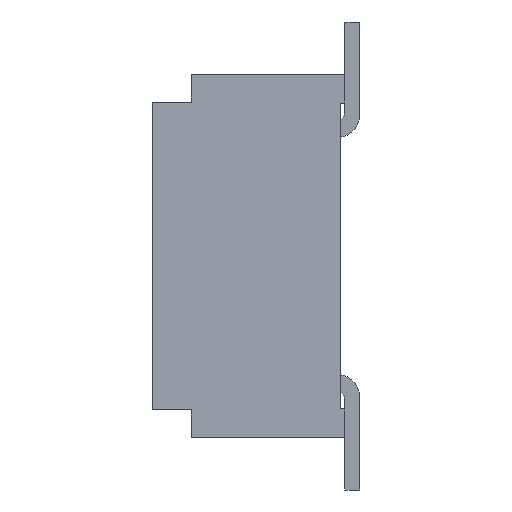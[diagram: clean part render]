
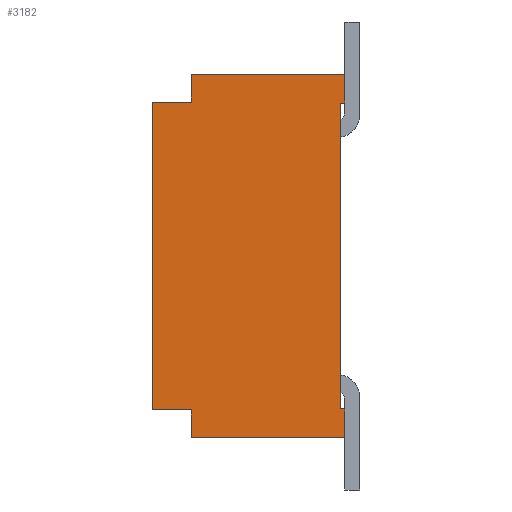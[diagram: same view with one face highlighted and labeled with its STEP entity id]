
A CAD part, left-side view. The second image highlights one B-rep face of the part: STEP entity #3182.
In plain terms, the highlighted planar face has unit normal (-1, 0, 0).
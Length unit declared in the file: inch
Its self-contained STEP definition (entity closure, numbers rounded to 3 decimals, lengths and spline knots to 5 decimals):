
#556=ORIENTED_EDGE('',*,*,#1240,.T.);
#557=ORIENTED_EDGE('',*,*,#1241,.T.);
#558=ORIENTED_EDGE('',*,*,#1242,.F.);
#559=ORIENTED_EDGE('',*,*,#1243,.T.);
#560=ORIENTED_EDGE('',*,*,#1244,.T.);
#561=ORIENTED_EDGE('',*,*,#1245,.T.);
#562=ORIENTED_EDGE('',*,*,#1246,.T.);
#563=ORIENTED_EDGE('',*,*,#1247,.T.);
#564=ORIENTED_EDGE('',*,*,#1220,.T.);
#565=ORIENTED_EDGE('',*,*,#1248,.T.);
#566=ORIENTED_EDGE('',*,*,#1249,.T.);
#567=ORIENTED_EDGE('',*,*,#1250,.F.);
#1220=EDGE_CURVE('',#1598,#1599,#1940,.T.);
#1240=EDGE_CURVE('',#1618,#1619,#1960,.T.);
#1241=EDGE_CURVE('',#1619,#1620,#1961,.T.);
#1242=EDGE_CURVE('',#1621,#1620,#1962,.T.);
#1243=EDGE_CURVE('',#1621,#1622,#1963,.T.);
#1244=EDGE_CURVE('',#1622,#1623,#1964,.T.);
#1245=EDGE_CURVE('',#1623,#1624,#1965,.T.);
#1246=EDGE_CURVE('',#1624,#1625,#1966,.T.);
#1247=EDGE_CURVE('',#1625,#1598,#1967,.T.);
#1248=EDGE_CURVE('',#1599,#1626,#1968,.T.);
#1249=EDGE_CURVE('',#1626,#1627,#1969,.T.);
#1250=EDGE_CURVE('',#1618,#1627,#1970,.T.);
#1598=VERTEX_POINT('',#4801);
#1599=VERTEX_POINT('',#4802);
#1618=VERTEX_POINT('',#4842);
#1619=VERTEX_POINT('',#4843);
#1620=VERTEX_POINT('',#4845);
#1621=VERTEX_POINT('',#4847);
#1622=VERTEX_POINT('',#4849);
#1623=VERTEX_POINT('',#4851);
#1624=VERTEX_POINT('',#4853);
#1625=VERTEX_POINT('',#4855);
#1626=VERTEX_POINT('',#4858);
#1627=VERTEX_POINT('',#4860);
#1940=LINE('',#4800,#2352);
#1960=LINE('',#4841,#2372);
#1961=LINE('',#4844,#2373);
#1962=LINE('',#4846,#2374);
#1963=LINE('',#4848,#2375);
#1964=LINE('',#4850,#2376);
#1965=LINE('',#4852,#2377);
#1966=LINE('',#4854,#2378);
#1967=LINE('',#4856,#2379);
#1968=LINE('',#4857,#2380);
#1969=LINE('',#4859,#2381);
#1970=LINE('',#4861,#2382);
#2352=VECTOR('',#3923,39.37008);
#2372=VECTOR('',#3945,39.37008);
#2373=VECTOR('',#3946,39.37008);
#2374=VECTOR('',#3947,39.37008);
#2375=VECTOR('',#3948,39.37008);
#2376=VECTOR('',#3949,39.37008);
#2377=VECTOR('',#3950,39.37008);
#2378=VECTOR('',#3951,39.37008);
#2379=VECTOR('',#3952,39.37008);
#2380=VECTOR('',#3953,39.37008);
#2381=VECTOR('',#3954,39.37008);
#2382=VECTOR('',#3955,39.37008);
#2649=EDGE_LOOP('',(#556,#557,#558,#559,#560,#561,#562,#563,#564,#565,#566,
#567));
#2847=FACE_BOUND('',#2649,.T.);
#3019=PLANE('',#3407);
#3182=ADVANCED_FACE('',(#2847),#3019,.F.);
#3407=AXIS2_PLACEMENT_3D('',#4840,#3943,#3944);
#3923=DIRECTION('',(0.,0.,1.));
#3943=DIRECTION('',(1.,0.,0.));
#3944=DIRECTION('',(0.,0.,-1.));
#3945=DIRECTION('',(0.,0.,-1.));
#3946=DIRECTION('',(0.,1.,0.));
#3947=DIRECTION('',(0.,0.,1.));
#3948=DIRECTION('',(0.,-1.,0.));
#3949=DIRECTION('',(0.,0.,-1.));
#3950=DIRECTION('',(0.,-1.,0.));
#3951=DIRECTION('',(0.,0.,1.));
#3952=DIRECTION('',(0.,1.,0.));
#3953=DIRECTION('',(0.,-1.,0.));
#3954=DIRECTION('',(0.,0.,1.));
#3955=DIRECTION('',(0.,-1.,0.));
#4800=CARTESIAN_POINT('',(0.,0.002,-0.06635));
#4801=CARTESIAN_POINT('',(0.,0.002,-0.06635));
#4802=CARTESIAN_POINT('',(0.,0.002,0.06635));
#4840=CARTESIAN_POINT('',(0.,0.0835,-0.07875));
#4841=CARTESIAN_POINT('',(0.,0.0665,0.11675));
#4842=CARTESIAN_POINT('',(0.,0.0665,0.07875));
#4843=CARTESIAN_POINT('',(0.,0.0665,0.06675));
#4844=CARTESIAN_POINT('',(0.,0.0665,0.06675));
#4845=CARTESIAN_POINT('',(0.,0.0835,0.06675));
#4846=CARTESIAN_POINT('',(0.,0.0835,-0.07875));
#4847=CARTESIAN_POINT('',(0.,0.0835,-0.06675));
#4848=CARTESIAN_POINT('',(0.,0.0835,-0.06675));
#4849=CARTESIAN_POINT('',(0.,0.0665,-0.06675));
#4850=CARTESIAN_POINT('',(0.,0.0665,-0.06675));
#4851=CARTESIAN_POINT('',(0.,0.0665,-0.07875));
#4852=CARTESIAN_POINT('',(0.,0.0835,-0.07875));
#4853=CARTESIAN_POINT('',(0.,0.,-0.07875));
#4854=CARTESIAN_POINT('',(0.,0.,-0.07875));
#4855=CARTESIAN_POINT('',(0.,0.,-0.06635));
#4856=CARTESIAN_POINT('',(0.,0.,-0.06635));
#4857=CARTESIAN_POINT('',(0.,0.002,0.06635));
#4858=CARTESIAN_POINT('',(0.,0.,0.06635));
#4859=CARTESIAN_POINT('',(0.,0.,-0.07875));
#4860=CARTESIAN_POINT('',(0.,0.,0.07875));
#4861=CARTESIAN_POINT('',(0.,0.0835,0.07875));
